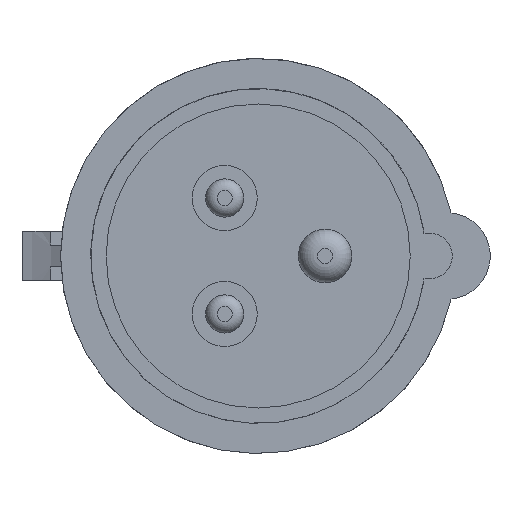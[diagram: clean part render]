
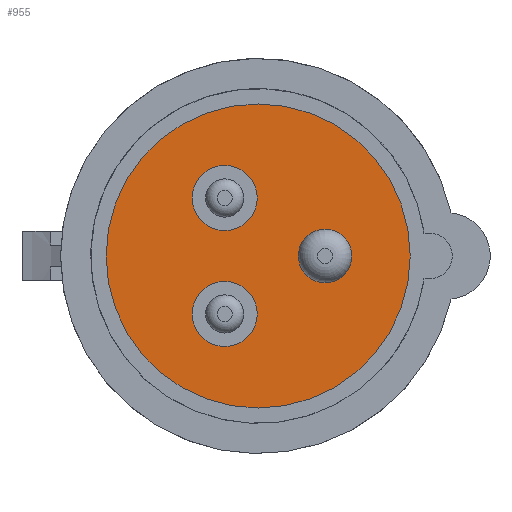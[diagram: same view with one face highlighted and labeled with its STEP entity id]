
A CAD part, front view. The second image highlights one B-rep face of the part: STEP entity #955.
In plain terms, the highlighted face is planar.
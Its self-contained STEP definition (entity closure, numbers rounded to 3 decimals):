
#99 = CARTESIAN_POINT ( 'NONE',  ( -8.75, 5., 3.5 ) ) ;
#131 = VERTEX_POINT ( 'NONE', #99 ) ;
#160 = DIRECTION ( 'NONE',  ( 0., 0., 1. ) ) ;
#223 = CIRCLE ( 'NONE', #930, 4.25 ) ;
#302 = AXIS2_PLACEMENT_3D ( 'NONE', #1972, #1980, #1079 ) ;
#318 = FACE_BOUND ( 'NONE', #2020, .T. ) ;
#399 = EDGE_CURVE ( 'NONE', #1557, #1557, #1574, .T. ) ;
#464 = DIRECTION ( 'NONE',  ( 0., 1., 0. ) ) ;
#535 = EDGE_LOOP ( 'NONE', ( #2068 ) ) ;
#635 = EDGE_CURVE ( 'NONE', #1199, #1199, #223, .T. ) ;
#669 = DIRECTION ( 'NONE',  ( 0., 1., 0. ) ) ;
#715 = CARTESIAN_POINT ( 'NONE',  ( -8.75, 5., 0. ) ) ;
#842 = CARTESIAN_POINT ( 'NONE',  ( 4.375, 5., 7.578 ) ) ;
#844 = DIRECTION ( 'NONE',  ( 0., 0., 1. ) ) ;
#856 = FACE_BOUND ( 'NONE', #1446, .T. ) ;
#930 = AXIS2_PLACEMENT_3D ( 'NONE', #1563, #464, #844 ) ;
#937 = CIRCLE ( 'NONE', #1497, 4.25 ) ;
#955 = ADVANCED_FACE ( 'NONE', ( #2113, #856, #318, #1587 ), #1604, .T. ) ;
#1079 = DIRECTION ( 'NONE',  ( 0., 0., 1. ) ) ;
#1159 = AXIS2_PLACEMENT_3D ( 'NONE', #2332, #669, #1413 ) ;
#1199 = VERTEX_POINT ( 'NONE', #2122 ) ;
#1252 = ORIENTED_EDGE ( 'NONE', *, *, #1393, .F. ) ;
#1272 = CIRCLE ( 'NONE', #2075, 3.5 ) ;
#1274 = EDGE_LOOP ( 'NONE', ( #1252 ) ) ;
#1346 = ORIENTED_EDGE ( 'NONE', *, *, #635, .F. ) ;
#1393 = EDGE_CURVE ( 'NONE', #131, #131, #1272, .T. ) ;
#1413 = DIRECTION ( 'NONE',  ( 0., 0., 1. ) ) ;
#1446 = EDGE_LOOP ( 'NONE', ( #2244 ) ) ;
#1488 = EDGE_CURVE ( 'NONE', #1933, #1933, #937, .T. ) ;
#1497 = AXIS2_PLACEMENT_3D ( 'NONE', #842, #1571, #2314 ) ;
#1557 = VERTEX_POINT ( 'NONE', #1978 ) ;
#1563 = CARTESIAN_POINT ( 'NONE',  ( 4.375, 5., -7.578 ) ) ;
#1571 = DIRECTION ( 'NONE',  ( 0., 1., 0. ) ) ;
#1574 = CIRCLE ( 'NONE', #302, 19.875 ) ;
#1587 = FACE_OUTER_BOUND ( 'NONE', #535, .T. ) ;
#1604 = PLANE ( 'NONE',  #1159 ) ;
#1802 = DIRECTION ( 'NONE',  ( 0., 1., 0. ) ) ;
#1933 = VERTEX_POINT ( 'NONE', #2145 ) ;
#1972 = CARTESIAN_POINT ( 'NONE',  ( 0., 5., 0. ) ) ;
#1978 = CARTESIAN_POINT ( 'NONE',  ( 0., 5., 19.875 ) ) ;
#1980 = DIRECTION ( 'NONE',  ( 0., -1., 0. ) ) ;
#2020 = EDGE_LOOP ( 'NONE', ( #1346 ) ) ;
#2068 = ORIENTED_EDGE ( 'NONE', *, *, #399, .F. ) ;
#2075 = AXIS2_PLACEMENT_3D ( 'NONE', #715, #1802, #160 ) ;
#2113 = FACE_BOUND ( 'NONE', #1274, .T. ) ;
#2122 = CARTESIAN_POINT ( 'NONE',  ( 4.375, 5., -3.328 ) ) ;
#2145 = CARTESIAN_POINT ( 'NONE',  ( 4.375, 5., 3.328 ) ) ;
#2244 = ORIENTED_EDGE ( 'NONE', *, *, #1488, .F. ) ;
#2314 = DIRECTION ( 'NONE',  ( 0., 0., -1. ) ) ;
#2332 = CARTESIAN_POINT ( 'NONE',  ( 0., 5., 0. ) ) ;
